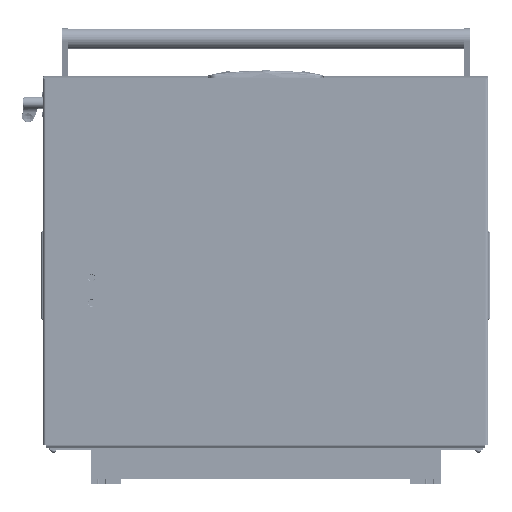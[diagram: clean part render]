
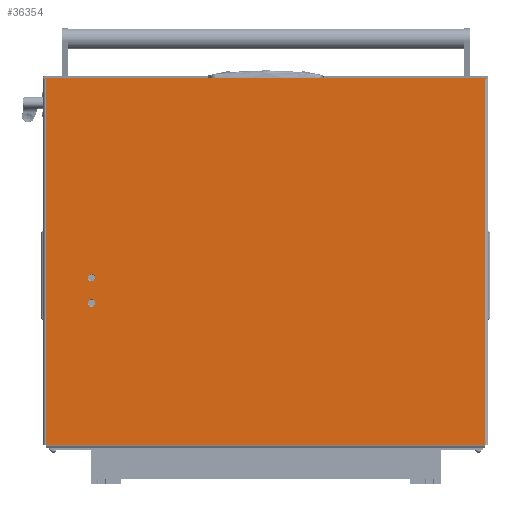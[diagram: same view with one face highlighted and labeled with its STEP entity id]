
A CAD part, front view. The second image highlights one B-rep face of the part: STEP entity #36354.
In plain terms, the highlighted face is planar.
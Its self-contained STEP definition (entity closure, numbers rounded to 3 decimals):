
#951 = DIRECTION ( 'NONE',  ( -1., 0., 0. ) ) ;
#2250 = LINE ( 'NONE', #83170, #43714 ) ;
#4933 = EDGE_LOOP ( 'NONE', ( #145024, #13170 ) ) ;
#5809 = VERTEX_POINT ( 'NONE', #68074 ) ;
#9456 = CARTESIAN_POINT ( 'NONE',  ( 0., 0., 0. ) ) ;
#9748 = EDGE_CURVE ( 'NONE', #33785, #5809, #45743, .T. ) ;
#10951 = VERTEX_POINT ( 'NONE', #118438 ) ;
#11451 = CIRCLE ( 'NONE', #18452, 5.2 ) ;
#12235 = AXIS2_PLACEMENT_3D ( 'NONE', #92916, #80438, #951 ) ;
#12716 = LINE ( 'NONE', #47256, #49541 ) ;
#13099 = VERTEX_POINT ( 'NONE', #53186 ) ;
#13170 = ORIENTED_EDGE ( 'NONE', *, *, #59434, .F. ) ;
#15336 = FACE_OUTER_BOUND ( 'NONE', #126704, .T. ) ;
#15593 = LINE ( 'NONE', #30012, #128348 ) ;
#18308 = ORIENTED_EDGE ( 'NONE', *, *, #99750, .T. ) ;
#18452 = AXIS2_PLACEMENT_3D ( 'NONE', #122145, #115310, #69647 ) ;
#20971 = EDGE_LOOP ( 'NONE', ( #135524, #65421 ) ) ;
#23474 = CARTESIAN_POINT ( 'NONE',  ( 0., -4., 0. ) ) ;
#25046 = CARTESIAN_POINT ( 'NONE',  ( 0., 0., 0. ) ) ;
#30012 = CARTESIAN_POINT ( 'NONE',  ( 0., -4., 0. ) ) ;
#32783 = CARTESIAN_POINT ( 'NONE',  ( 0., -2., 0. ) ) ;
#33182 = FACE_BOUND ( 'NONE', #20971, .T. ) ;
#33610 = EDGE_CURVE ( 'NONE', #10951, #5809, #15593, .T. ) ;
#33785 = VERTEX_POINT ( 'NONE', #136025 ) ;
#35524 = EDGE_CURVE ( 'NONE', #55730, #60502, #137806, .T. ) ;
#35693 = EDGE_CURVE ( 'NONE', #82369, #59731, #132122, .T. ) ;
#36354 = ADVANCED_FACE ( 'NONE', ( #38085, #33182, #15336 ), #113498, .T. ) ;
#36796 = DIRECTION ( 'NONE',  ( -1., 0., 0. ) ) ;
#38085 = FACE_BOUND ( 'NONE', #4933, .T. ) ;
#40732 = CARTESIAN_POINT ( 'NONE',  ( 506., 608., 0. ) ) ;
#42955 = CARTESIAN_POINT ( 'NONE',  ( 0., -2., 0. ) ) ;
#43237 = ORIENTED_EDGE ( 'NONE', *, *, #35693, .T. ) ;
#43714 = VECTOR ( 'NONE', #36796, 1000. ) ;
#44798 = LINE ( 'NONE', #23474, #73605 ) ;
#45743 = LINE ( 'NONE', #135620, #137832 ) ;
#46130 = DIRECTION ( 'NONE',  ( 0., 0., -1. ) ) ;
#47256 = CARTESIAN_POINT ( 'NONE',  ( 506., 608., 0. ) ) ;
#47815 = AXIS2_PLACEMENT_3D ( 'NONE', #134102, #144437, #98719 ) ;
#49541 = VECTOR ( 'NONE', #113587, 1000. ) ;
#53186 = CARTESIAN_POINT ( 'NONE',  ( 280.2, 545., 0. ) ) ;
#55730 = VERTEX_POINT ( 'NONE', #139779 ) ;
#57841 = ORIENTED_EDGE ( 'NONE', *, *, #84545, .F. ) ;
#58223 = AXIS2_PLACEMENT_3D ( 'NONE', #105126, #67849, #134126 ) ;
#59434 = EDGE_CURVE ( 'NONE', #13099, #77656, #11451, .T. ) ;
#59731 = VERTEX_POINT ( 'NONE', #94572 ) ;
#60502 = VERTEX_POINT ( 'NONE', #115151 ) ;
#65421 = ORIENTED_EDGE ( 'NONE', *, *, #35524, .F. ) ;
#67413 = EDGE_CURVE ( 'NONE', #82369, #100096, #44798, .T. ) ;
#67849 = DIRECTION ( 'NONE',  ( 0., 0., -1. ) ) ;
#68074 = CARTESIAN_POINT ( 'NONE',  ( 0., 610., 0. ) ) ;
#69647 = DIRECTION ( 'NONE',  ( -1., 0., 0. ) ) ;
#73605 = VECTOR ( 'NONE', #89731, 1000. ) ;
#77656 = VERTEX_POINT ( 'NONE', #101072 ) ;
#78589 = ORIENTED_EDGE ( 'NONE', *, *, #122948, .F. ) ;
#79651 = DIRECTION ( 'NONE',  ( 1., 0., 0. ) ) ;
#80047 = CARTESIAN_POINT ( 'NONE',  ( 310., 545., 0. ) ) ;
#80438 = DIRECTION ( 'NONE',  ( 0., 0., -1. ) ) ;
#82369 = VERTEX_POINT ( 'NONE', #32783 ) ;
#82735 = CIRCLE ( 'NONE', #12235, 5.2 ) ;
#83170 = CARTESIAN_POINT ( 'NONE',  ( 0., 608., 0. ) ) ;
#84545 = EDGE_CURVE ( 'NONE', #100096, #114766, #92773, .T. ) ;
#87654 = DIRECTION ( 'NONE',  ( 0., 1., 0. ) ) ;
#88346 = AXIS2_PLACEMENT_3D ( 'NONE', #80047, #46130, #123498 ) ;
#89731 = DIRECTION ( 'NONE',  ( 0., 1., 0. ) ) ;
#92281 = ORIENTED_EDGE ( 'NONE', *, *, #9748, .T. ) ;
#92773 = LINE ( 'NONE', #25046, #123982 ) ;
#92916 = CARTESIAN_POINT ( 'NONE',  ( 275., 545., 0. ) ) ;
#94572 = CARTESIAN_POINT ( 'NONE',  ( -2., -2., 0. ) ) ;
#96889 = CARTESIAN_POINT ( 'NONE',  ( 506., 0., 0. ) ) ;
#98719 = DIRECTION ( 'NONE',  ( -1., 0., 0. ) ) ;
#99750 = EDGE_CURVE ( 'NONE', #108089, #114766, #12716, .T. ) ;
#100096 = VERTEX_POINT ( 'NONE', #9456 ) ;
#100866 = EDGE_CURVE ( 'NONE', #77656, #13099, #82735, .T. ) ;
#101072 = CARTESIAN_POINT ( 'NONE',  ( 269.8, 545., 0. ) ) ;
#102655 = ORIENTED_EDGE ( 'NONE', *, *, #137584, .T. ) ;
#103209 = VECTOR ( 'NONE', #87654, 1000. ) ;
#105126 = CARTESIAN_POINT ( 'NONE',  ( 0., 608., 0. ) ) ;
#108089 = VERTEX_POINT ( 'NONE', #40732 ) ;
#109796 = LINE ( 'NONE', #110522, #103209 ) ;
#110522 = CARTESIAN_POINT ( 'NONE',  ( -2., -4., 0. ) ) ;
#111312 = CIRCLE ( 'NONE', #47815, 5.2 ) ;
#112018 = VECTOR ( 'NONE', #130681, 1000. ) ;
#112933 = ORIENTED_EDGE ( 'NONE', *, *, #33610, .F. ) ;
#113498 = PLANE ( 'NONE',  #58223 ) ;
#113587 = DIRECTION ( 'NONE',  ( 0., -1., 0. ) ) ;
#114766 = VERTEX_POINT ( 'NONE', #96889 ) ;
#115151 = CARTESIAN_POINT ( 'NONE',  ( 304.8, 545., 0. ) ) ;
#115310 = DIRECTION ( 'NONE',  ( 0., 0., -1. ) ) ;
#118438 = CARTESIAN_POINT ( 'NONE',  ( 0., 608., 0. ) ) ;
#122145 = CARTESIAN_POINT ( 'NONE',  ( 275., 545., 0. ) ) ;
#122948 = EDGE_CURVE ( 'NONE', #108089, #10951, #2250, .T. ) ;
#123498 = DIRECTION ( 'NONE',  ( -1., 0., 0. ) ) ;
#123982 = VECTOR ( 'NONE', #137752, 1000. ) ;
#126704 = EDGE_LOOP ( 'NONE', ( #143260, #43237, #102655, #92281, #112933, #78589, #18308, #57841 ) ) ;
#128348 = VECTOR ( 'NONE', #132404, 1000. ) ;
#130681 = DIRECTION ( 'NONE',  ( -1., 0., 0. ) ) ;
#132122 = LINE ( 'NONE', #42955, #112018 ) ;
#132404 = DIRECTION ( 'NONE',  ( 0., 1., 0. ) ) ;
#134102 = CARTESIAN_POINT ( 'NONE',  ( 310., 545., 0. ) ) ;
#134126 = DIRECTION ( 'NONE',  ( -1., 0., 0. ) ) ;
#135524 = ORIENTED_EDGE ( 'NONE', *, *, #141946, .F. ) ;
#135620 = CARTESIAN_POINT ( 'NONE',  ( 0., 610., 0. ) ) ;
#136025 = CARTESIAN_POINT ( 'NONE',  ( -2., 610., 0. ) ) ;
#137584 = EDGE_CURVE ( 'NONE', #59731, #33785, #109796, .T. ) ;
#137752 = DIRECTION ( 'NONE',  ( 1., 0., 0. ) ) ;
#137806 = CIRCLE ( 'NONE', #88346, 5.2 ) ;
#137832 = VECTOR ( 'NONE', #79651, 1000. ) ;
#139779 = CARTESIAN_POINT ( 'NONE',  ( 315.2, 545., 0. ) ) ;
#141946 = EDGE_CURVE ( 'NONE', #60502, #55730, #111312, .T. ) ;
#143260 = ORIENTED_EDGE ( 'NONE', *, *, #67413, .F. ) ;
#144437 = DIRECTION ( 'NONE',  ( 0., 0., -1. ) ) ;
#145024 = ORIENTED_EDGE ( 'NONE', *, *, #100866, .F. ) ;
